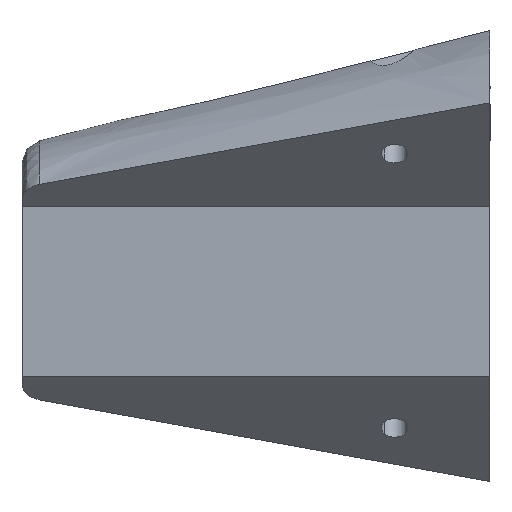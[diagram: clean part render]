
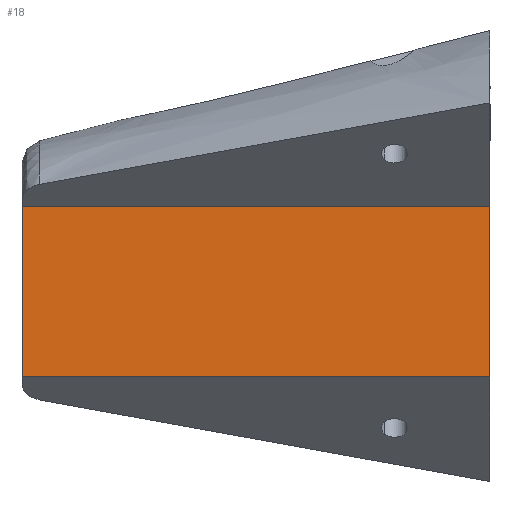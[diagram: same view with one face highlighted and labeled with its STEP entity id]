
A CAD part, front view. The second image highlights one B-rep face of the part: STEP entity #18.
In plain terms, the highlighted planar face has unit normal (0, -1, 0).
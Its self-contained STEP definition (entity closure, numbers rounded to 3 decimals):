
#18=ADVANCED_FACE('',(#50),#540,.T.);
#50=FACE_OUTER_BOUND('',#82,.T.);
#82=EDGE_LOOP('',(#118,#119,#120,#121));
#118=ORIENTED_EDGE('',*,*,#298,.T.);
#119=ORIENTED_EDGE('',*,*,#295,.F.);
#120=ORIENTED_EDGE('',*,*,#294,.T.);
#121=ORIENTED_EDGE('',*,*,#296,.T.);
#294=EDGE_CURVE('',#471,#470,#413,.T.);
#295=EDGE_CURVE('',#471,#473,#414,.T.);
#296=EDGE_CURVE('',#470,#472,#415,.T.);
#298=EDGE_CURVE('',#472,#473,#417,.T.);
#413=B_SPLINE_CURVE_WITH_KNOTS('',1,(#861,#862),.UNSPECIFIED.,.F.,.F.,(2,
2),(-27.49,0.),.UNSPECIFIED.);
#414=B_SPLINE_CURVE_WITH_KNOTS('',1,(#863,#864),.UNSPECIFIED.,.F.,.F.,(2,
2),(0.,488.658),.UNSPECIFIED.);
#415=B_SPLINE_CURVE_WITH_KNOTS('',1,(#865,#866),.UNSPECIFIED.,.F.,.F.,(2,
2),(0.,488.658),.UNSPECIFIED.);
#417=B_SPLINE_CURVE_WITH_KNOTS('',1,(#869,#870),.UNSPECIFIED.,.F.,.F.,(2,
2),(-34.572,-9.239),.UNSPECIFIED.);
#470=VERTEX_POINT('',#803);
#471=VERTEX_POINT('',#804);
#472=VERTEX_POINT('',#805);
#473=VERTEX_POINT('',#806);
#540=PLANE('',#647);
#647=AXIS2_PLACEMENT_3D('',#747,#679,$);
#679=DIRECTION('',(0.,-1.,0.));
#747=CARTESIAN_POINT('',(-76.074,-545.343,-22.441));
#803=CARTESIAN_POINT('',(-76.074,-545.343,-22.441));
#804=CARTESIAN_POINT('',(-76.074,-545.343,-47.774));
#805=CARTESIAN_POINT('',(-145.735,-545.343,-22.441));
#806=CARTESIAN_POINT('',(-145.735,-545.343,-47.774));
#861=CARTESIAN_POINT('',(-76.074,-545.343,-47.774));
#862=CARTESIAN_POINT('',(-76.074,-545.343,-22.441));
#863=CARTESIAN_POINT('',(-76.074,-545.343,-47.774));
#864=CARTESIAN_POINT('',(-145.735,-545.343,-47.774));
#865=CARTESIAN_POINT('',(-76.074,-545.343,-22.441));
#866=CARTESIAN_POINT('',(-145.735,-545.343,-22.441));
#869=CARTESIAN_POINT('',(-145.735,-545.343,-22.441));
#870=CARTESIAN_POINT('',(-145.735,-545.343,-47.774));
